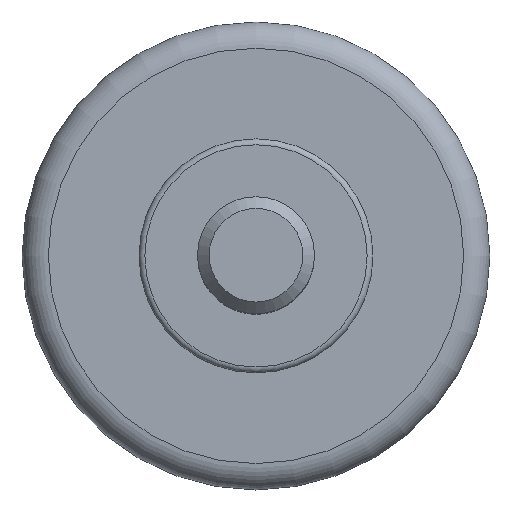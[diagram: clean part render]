
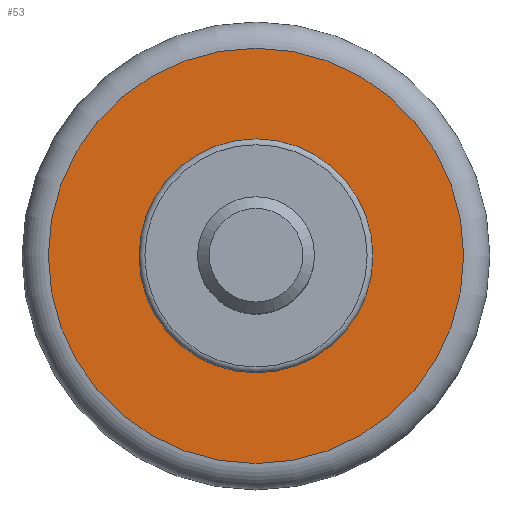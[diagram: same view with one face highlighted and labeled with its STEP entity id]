
A CAD part, top view. The second image highlights one B-rep face of the part: STEP entity #53.
In plain terms, the highlighted planar face has unit normal (0, 0, 1).
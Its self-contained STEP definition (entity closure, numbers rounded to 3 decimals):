
#53 = ADVANCED_FACE( '', ( #108, #109 ), #110, .F. );
#108 = FACE_OUTER_BOUND( '', #157, .T. );
#109 = FACE_BOUND( '', #158, .T. );
#110 = PLANE( '', #159 );
#157 = EDGE_LOOP( '', ( #218 ) );
#158 = EDGE_LOOP( '', ( #219 ) );
#159 = AXIS2_PLACEMENT_3D( '', #220, #221, #222 );
#218 = ORIENTED_EDGE( '', *, *, #235, .T. );
#219 = ORIENTED_EDGE( '', *, *, #248, .F. );
#220 = CARTESIAN_POINT( '', ( 20., 0., 9. ) );
#221 = DIRECTION( '', ( 0., 0., -1. ) );
#222 = DIRECTION( '', ( -1., 0., 0. ) );
#235 = EDGE_CURVE( '', #259, #259, #260, .F. );
#248 = EDGE_CURVE( '', #278, #278, #279, .T. );
#259 = VERTEX_POINT( '', #290 );
#260 = CIRCLE( '', #291, 17.75 );
#278 = VERTEX_POINT( '', #309 );
#279 = CIRCLE( '', #310, 10. );
#290 = CARTESIAN_POINT( '', ( -17.75, 0., 9. ) );
#291 = AXIS2_PLACEMENT_3D( '', #321, #322, #323 );
#309 = CARTESIAN_POINT( '', ( 10., 0., 9. ) );
#310 = AXIS2_PLACEMENT_3D( '', #339, #340, #341 );
#321 = CARTESIAN_POINT( '', ( 0., 0., 9. ) );
#322 = DIRECTION( '', ( 0., 0., -1. ) );
#323 = DIRECTION( '', ( -1., 0., 0. ) );
#339 = CARTESIAN_POINT( '', ( 0., 0., 9. ) );
#340 = DIRECTION( '', ( 0., 0., 1. ) );
#341 = DIRECTION( '', ( 1., 0., 0. ) );
